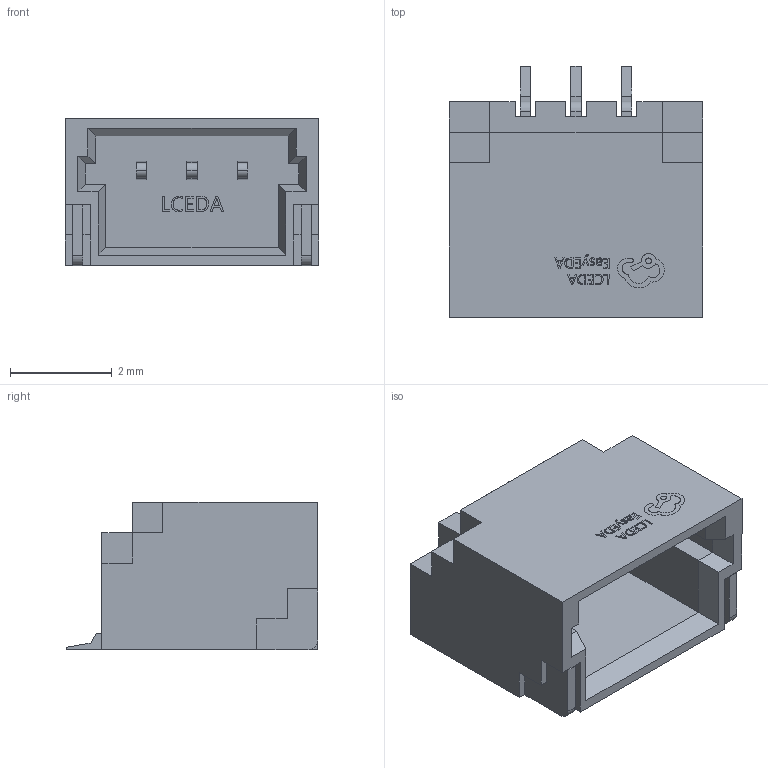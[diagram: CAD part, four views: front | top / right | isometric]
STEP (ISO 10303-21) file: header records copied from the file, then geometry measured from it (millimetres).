
FILE_DESCRIPTION (( 'STEP AP214' ), '1' );
FILE_NAME ('CONN-SMD_SR1.00-WS-3P.step', '2022-08-08T03:33:41', ( '' ), ( '' ), 'SwSTEP 2.0', 'SolidWorks 2020', '' );
FILE_SCHEMA (( 'AUTOMOTIVE_DESIGN' ));
Length unit declared in the file: millimetre
Products named in the file (1): CONN-SMD_SR1.00-WS-3P
Bounding box: 5 x 4.95 x 2.91 mm (x, y, z)
Volume: 33.6 mm3; surface area: 153.2 mm2
Topology: 14 solids, 14 shells, 429 faces, 1142 edges, 752 vertices
Faces by surface type: plane 306, bspline 112, cylinder 11
Entity records: 19240 total; most frequent: CARTESIAN_POINT 4428, ORIENTED_EDGE 2284, DIRECTION 1572, EDGE_CURVE 1142, VECTOR 892, LINE 892, VERTEX_POINT 752, EDGE_LOOP 452
